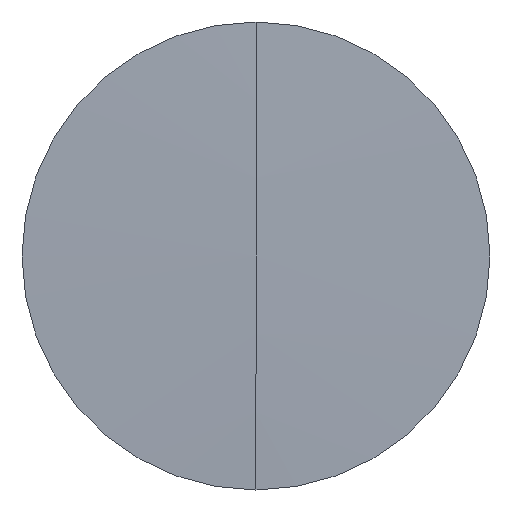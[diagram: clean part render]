
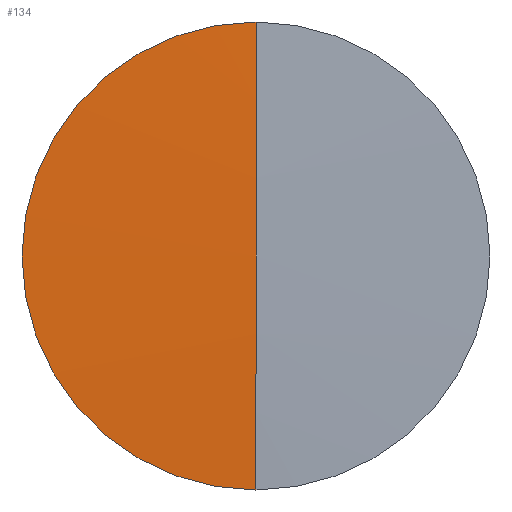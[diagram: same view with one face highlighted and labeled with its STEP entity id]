
A CAD part, left-side view. The second image highlights one B-rep face of the part: STEP entity #134.
In plain terms, the highlighted spherical face has radius 738.5 mm.
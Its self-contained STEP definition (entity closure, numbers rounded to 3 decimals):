
#6 = CIRCLE ( 'NONE', #135, 738.5 ) ;
#7 = AXIS2_PLACEMENT_3D ( 'NONE', #17, #173, #337 ) ;
#17 = CARTESIAN_POINT ( 'NONE',  ( 1348.722, 0., 0. ) ) ;
#35 = AXIS2_PLACEMENT_3D ( 'NONE', #117, #282, #96 ) ;
#43 = CARTESIAN_POINT ( 'NONE',  ( 610.659, 0., -25.4 ) ) ;
#79 = EDGE_LOOP ( 'NONE', ( #118, #138, #91 ) ) ;
#84 = FACE_OUTER_BOUND ( 'NONE', #79, .T. ) ;
#91 = ORIENTED_EDGE ( 'NONE', *, *, #175, .F. ) ;
#96 = DIRECTION ( 'NONE',  ( 0., 0., 1. ) ) ;
#114 = AXIS2_PLACEMENT_3D ( 'NONE', #219, #192, #222 ) ;
#117 = CARTESIAN_POINT ( 'NONE',  ( 610.659, 0., 0. ) ) ;
#118 = ORIENTED_EDGE ( 'NONE', *, *, #238, .T. ) ;
#134 = ADVANCED_FACE ( 'NONE', ( #84 ), #140, .T. ) ;
#135 = AXIS2_PLACEMENT_3D ( 'NONE', #206, #344, #154 ) ;
#138 = ORIENTED_EDGE ( 'NONE', *, *, #231, .T. ) ;
#140 = SPHERICAL_SURFACE ( 'NONE', #114, 738.5 ) ;
#154 = DIRECTION ( 'NONE',  ( 0., 0., -1. ) ) ;
#173 = DIRECTION ( 'NONE',  ( 0., 1., 0. ) ) ;
#175 = EDGE_CURVE ( 'NONE', #248, #336, #6, .T. ) ;
#177 = CARTESIAN_POINT ( 'NONE',  ( 610.222, 0., 0. ) ) ;
#192 = DIRECTION ( 'NONE',  ( 0., 1., 0. ) ) ;
#198 = CIRCLE ( 'NONE', #35, 25.4 ) ;
#206 = CARTESIAN_POINT ( 'NONE',  ( 1348.722, 0., 0. ) ) ;
#210 = CIRCLE ( 'NONE', #7, 738.5 ) ;
#219 = CARTESIAN_POINT ( 'NONE',  ( 1348.722, 0., 0. ) ) ;
#222 = DIRECTION ( 'NONE',  ( 0., 0., 1. ) ) ;
#229 = CARTESIAN_POINT ( 'NONE',  ( 610.659, 0., 25.4 ) ) ;
#231 = EDGE_CURVE ( 'NONE', #280, #336, #210, .T. ) ;
#238 = EDGE_CURVE ( 'NONE', #248, #280, #198, .T. ) ;
#248 = VERTEX_POINT ( 'NONE', #229 ) ;
#280 = VERTEX_POINT ( 'NONE', #43 ) ;
#282 = DIRECTION ( 'NONE',  ( -1., 0., 0. ) ) ;
#336 = VERTEX_POINT ( 'NONE', #177 ) ;
#337 = DIRECTION ( 'NONE',  ( 0., 0., 1. ) ) ;
#344 = DIRECTION ( 'NONE',  ( 0., -1., 0. ) ) ;
